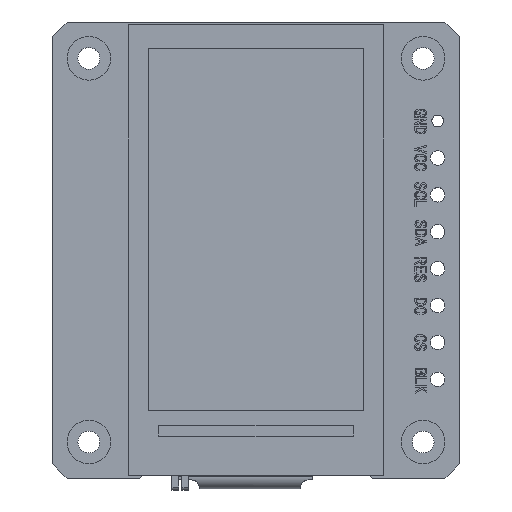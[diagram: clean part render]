
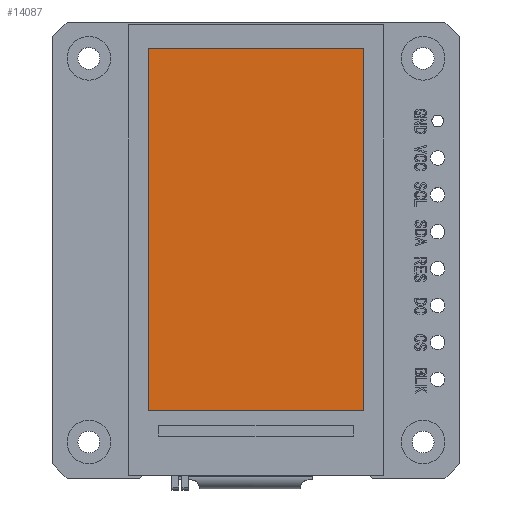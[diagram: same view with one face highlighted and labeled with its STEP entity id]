
A CAD part, top view. The second image highlights one B-rep face of the part: STEP entity #14087.
In plain terms, the highlighted planar face has unit normal (0, 0, 1).
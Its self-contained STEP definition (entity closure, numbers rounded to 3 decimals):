
#1924=FACE_OUTER_BOUND('',#2635,.T.);
#2635=EDGE_LOOP('',(#12069,#12070,#12071,#12072));
#3940=LINE('',#30297,#5369);
#3941=LINE('',#30299,#5370);
#3942=LINE('',#30301,#5371);
#3943=LINE('',#30302,#5372);
#5369=VECTOR('',#17251,1.);
#5370=VECTOR('',#17252,1.);
#5371=VECTOR('',#17253,1.);
#5372=VECTOR('',#17254,1.);
#6709=VERTEX_POINT('',#30295);
#6710=VERTEX_POINT('',#30296);
#6711=VERTEX_POINT('',#30298);
#6712=VERTEX_POINT('',#30300);
#8604=EDGE_CURVE('',#6709,#6710,#3940,.T.);
#8605=EDGE_CURVE('',#6710,#6711,#3941,.T.);
#8606=EDGE_CURVE('',#6711,#6712,#3942,.T.);
#8607=EDGE_CURVE('',#6712,#6709,#3943,.T.);
#12069=ORIENTED_EDGE('',*,*,#8605,.F.);
#12070=ORIENTED_EDGE('',*,*,#8604,.F.);
#12071=ORIENTED_EDGE('',*,*,#8607,.F.);
#12072=ORIENTED_EDGE('',*,*,#8606,.F.);
#13464=PLANE('',#15060);
#14087=ADVANCED_FACE('',(#1924),#13464,.T.);
#15060=AXIS2_PLACEMENT_3D('',#30321,#17270,#17271);
#17251=DIRECTION('',(1.,0.,0.));
#17252=DIRECTION('',(0.,-1.,0.));
#17253=DIRECTION('',(-1.,0.,0.));
#17254=DIRECTION('',(0.,1.,0.));
#17270=DIRECTION('center_axis',(0.,0.,1.));
#17271=DIRECTION('ref_axis',(1.,0.,0.));
#30295=CARTESIAN_POINT('',(-7.43,13.9,1.6));
#30296=CARTESIAN_POINT('',(7.43,13.9,1.6));
#30297=CARTESIAN_POINT('',(0.,13.9,1.6));
#30298=CARTESIAN_POINT('',(7.43,-11.01,1.6));
#30299=CARTESIAN_POINT('',(7.43,0.,1.6));
#30300=CARTESIAN_POINT('',(-7.43,-11.01,1.6));
#30301=CARTESIAN_POINT('',(0.,-11.01,1.6));
#30302=CARTESIAN_POINT('',(-7.43,0.,1.6));
#30321=CARTESIAN_POINT('Origin',(0.,0.,1.6));
